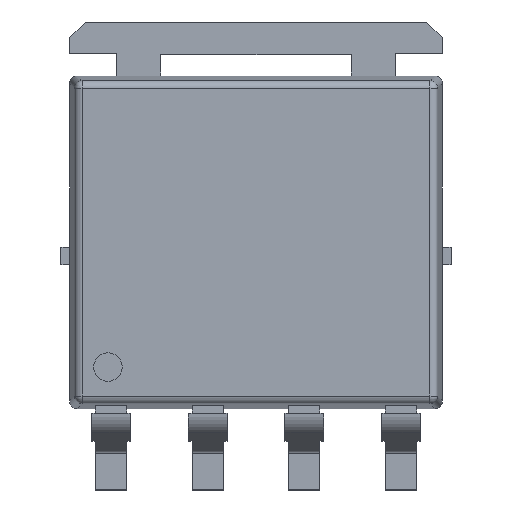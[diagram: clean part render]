
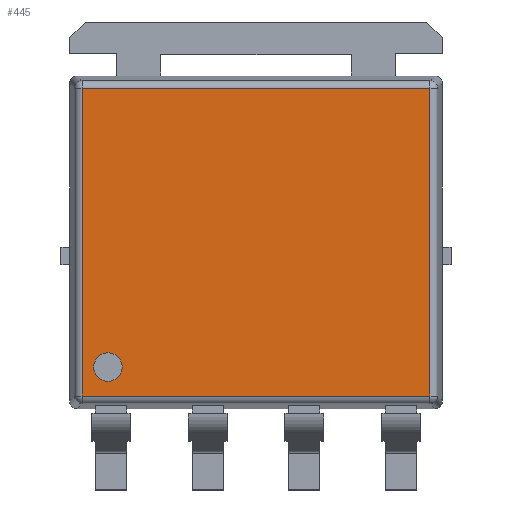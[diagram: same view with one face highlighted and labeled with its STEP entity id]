
A CAD part, top view. The second image highlights one B-rep face of the part: STEP entity #445.
In plain terms, the highlighted planar face has unit normal (0, 0, 1).
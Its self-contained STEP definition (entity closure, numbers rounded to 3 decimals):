
#14 = ORIENTED_EDGE ( 'NONE', *, *, #1585, .T. ) ;
#55 = LINE ( 'NONE', #5091, #1936 ) ;
#80 = DIRECTION ( 'NONE',  ( 0., 0., 1. ) ) ;
#331 = DIRECTION ( 'NONE',  ( -1., 0., 0. ) ) ;
#396 = LINE ( 'NONE', #2030, #4252 ) ;
#445 = ADVANCED_FACE ( 'NONE', ( #6370, #8688 ), #3193, .T. ) ;
#553 = CARTESIAN_POINT ( 'NONE',  ( -2.287, -2.022, 0.82 ) ) ;
#812 = ORIENTED_EDGE ( 'NONE', *, *, #6273, .T. ) ;
#951 = CARTESIAN_POINT ( 'NONE',  ( -2.287, -2.113, 0.82 ) ) ;
#1225 = ORIENTED_EDGE ( 'NONE', *, *, #9697, .F. ) ;
#1536 = ORIENTED_EDGE ( 'NONE', *, *, #8034, .T. ) ;
#1585 = EDGE_CURVE ( 'NONE', #5963, #7728, #396, .T. ) ;
#1781 = EDGE_CURVE ( 'NONE', #5924, #6825, #7609, .T. ) ;
#1837 = DIRECTION ( 'NONE',  ( 0., 1., 0. ) ) ;
#1881 = CARTESIAN_POINT ( 'NONE',  ( 2.287, 2.022, 0.82 ) ) ;
#1936 = VECTOR ( 'NONE', #1837, 1000. ) ;
#2030 = CARTESIAN_POINT ( 'NONE',  ( 2.378, -2.022, 0.82 ) ) ;
#2495 = CARTESIAN_POINT ( 'NONE',  ( -2.287, 2.022, 0.82 ) ) ;
#2591 = AXIS2_PLACEMENT_3D ( 'NONE', #5605, #7164, #3990 ) ;
#3193 = PLANE ( 'NONE',  #2591 ) ;
#3764 = AXIS2_PLACEMENT_3D ( 'NONE', #10490, #80, #6448 ) ;
#3990 = DIRECTION ( 'NONE',  ( 1., 0., 0. ) ) ;
#3994 = VERTEX_POINT ( 'NONE', #6596 ) ;
#4252 = VECTOR ( 'NONE', #4277, 1000. ) ;
#4277 = DIRECTION ( 'NONE',  ( 1., 0., 0. ) ) ;
#4457 = AXIS2_PLACEMENT_3D ( 'NONE', #9422, #8579, #7899 ) ;
#5091 = CARTESIAN_POINT ( 'NONE',  ( 2.287, 2.113, 0.82 ) ) ;
#5483 = CARTESIAN_POINT ( 'NONE',  ( -1.759, -1.641, 0.82 ) ) ;
#5605 = CARTESIAN_POINT ( 'NONE',  ( 0., 0., 0.82 ) ) ;
#5618 = VERTEX_POINT ( 'NONE', #5483 ) ;
#5746 = ORIENTED_EDGE ( 'NONE', *, *, #1781, .T. ) ;
#5909 = ORIENTED_EDGE ( 'NONE', *, *, #6793, .F. ) ;
#5924 = VERTEX_POINT ( 'NONE', #1881 ) ;
#5963 = VERTEX_POINT ( 'NONE', #553 ) ;
#6025 = VECTOR ( 'NONE', #6521, 1000. ) ;
#6273 = EDGE_CURVE ( 'NONE', #7728, #5924, #55, .T. ) ;
#6297 = EDGE_LOOP ( 'NONE', ( #14, #812, #5746, #1536 ) ) ;
#6370 = FACE_OUTER_BOUND ( 'NONE', #6297, .T. ) ;
#6427 = LINE ( 'NONE', #951, #6025 ) ;
#6448 = DIRECTION ( 'NONE',  ( 1., 0., 0. ) ) ;
#6521 = DIRECTION ( 'NONE',  ( 0., -1., 0. ) ) ;
#6596 = CARTESIAN_POINT ( 'NONE',  ( -2.132, -1.641, 0.82 ) ) ;
#6793 = EDGE_CURVE ( 'NONE', #5618, #3994, #9386, .T. ) ;
#6825 = VERTEX_POINT ( 'NONE', #2495 ) ;
#7164 = DIRECTION ( 'NONE',  ( 0., 0., 1. ) ) ;
#7609 = LINE ( 'NONE', #9086, #9552 ) ;
#7728 = VERTEX_POINT ( 'NONE', #8663 ) ;
#7831 = EDGE_LOOP ( 'NONE', ( #5909, #1225 ) ) ;
#7899 = DIRECTION ( 'NONE',  ( 1., 0., 0. ) ) ;
#8034 = EDGE_CURVE ( 'NONE', #6825, #5963, #6427, .T. ) ;
#8579 = DIRECTION ( 'NONE',  ( 0., 0., 1. ) ) ;
#8663 = CARTESIAN_POINT ( 'NONE',  ( 2.287, -2.022, 0.82 ) ) ;
#8688 = FACE_BOUND ( 'NONE', #7831, .T. ) ;
#9073 = CIRCLE ( 'NONE', #4457, 0.187 ) ;
#9086 = CARTESIAN_POINT ( 'NONE',  ( -2.378, 2.022, 0.82 ) ) ;
#9386 = CIRCLE ( 'NONE', #3764, 0.187 ) ;
#9422 = CARTESIAN_POINT ( 'NONE',  ( -1.945, -1.641, 0.82 ) ) ;
#9552 = VECTOR ( 'NONE', #331, 1000. ) ;
#9697 = EDGE_CURVE ( 'NONE', #3994, #5618, #9073, .T. ) ;
#10490 = CARTESIAN_POINT ( 'NONE',  ( -1.945, -1.641, 0.82 ) ) ;
